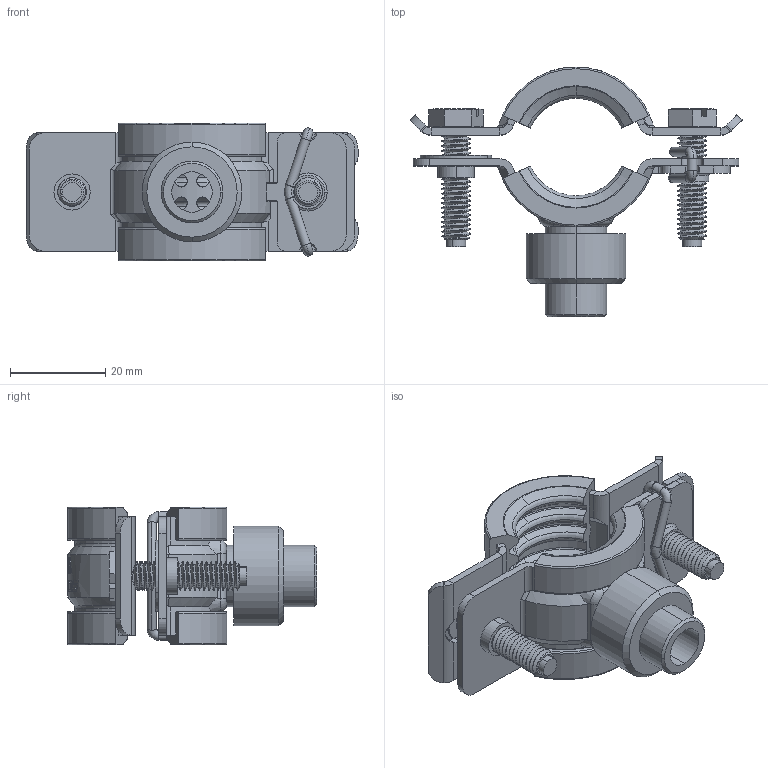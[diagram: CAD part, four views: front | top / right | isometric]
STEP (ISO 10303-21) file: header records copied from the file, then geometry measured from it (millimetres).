
FILE_DESCRIPTION (( 'STEP AP203' ), '1' );
FILE_NAME ('50.502RK.STEP', '2024-03-22T16:39:03', ( '' ), ( '' ), 'SwSTEP 2.0', 'SolidWorks 2023', '' );
FILE_SCHEMA (( 'CONFIG_CONTROL_DESIGN' ));
Length unit declared in the file: millimetre
Products named in the file (1): 50.502RK
Bounding box: 69.82 x 52.55 x 29 mm (x, y, z)
Surface area: 17834 mm2 (no closed solid volume)
Topology: 0 solids, 10 shells, 653 faces, 2271 edges, 1588 vertices
Faces by surface type: cylinder 227, plane 196, bspline 100, torus 76, cone 54
Entity records: 33672 total; most frequent: CARTESIAN_POINT 15867, ORIENTED_EDGE 3945, DIRECTION 3211, EDGE_CURVE 2271, VERTEX_POINT 1588, AXIS2_PLACEMENT_3D 1238, VECTOR 735, LINE 735
